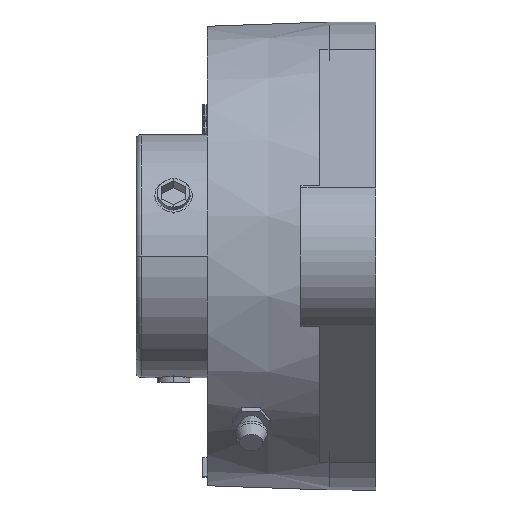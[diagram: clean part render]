
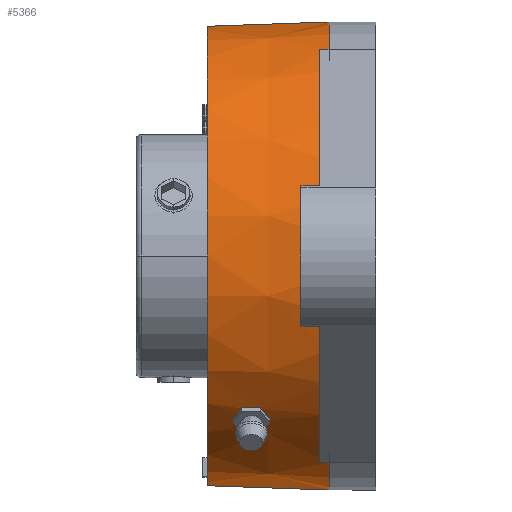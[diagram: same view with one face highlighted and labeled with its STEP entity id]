
A CAD part, left-side view. The second image highlights one B-rep face of the part: STEP entity #5366.
In plain terms, the highlighted conical face has half-angle 2 degrees and reference radius 49.546 mm.
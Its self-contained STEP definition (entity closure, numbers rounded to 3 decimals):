
#149=CARTESIAN_POINT('',(0.,2.,0.));
#150=DIRECTION('',(0.,1.,0.));
#151=DIRECTION('',(-0.472,0.,0.882));
#152=AXIS2_PLACEMENT_3D('',#149,#150,#151);
#164=CARTESIAN_POINT('',(0.,2.,0.));
#165=DIRECTION('',(0.,1.,0.));
#166=DIRECTION('',(0.,0.,-1.));
#167=AXIS2_PLACEMENT_3D('',#164,#165,#166);
#173=DIRECTION('',(0.,0.999,0.035));
#174=VECTOR('',#173,26.016);
#175=CARTESIAN_POINT('',(0.,2.,-50.));
#176=LINE('',#175,#174);
#177=DIRECTION('',(0.,0.999,-0.035));
#178=VECTOR('',#177,26.016);
#179=CARTESIAN_POINT('',(0.,2.,50.));
#180=LINE('',#179,#178);
#181=CARTESIAN_POINT('',(0.,2.,0.));
#182=DIRECTION('',(0.,-1.,0.));
#183=DIRECTION('',(-0.472,0.,0.882));
#184=AXIS2_PLACEMENT_3D('',#181,#182,#183);
#186=CARTESIAN_POINT('',(-34.293,18.946,-35.569));
#187=CARTESIAN_POINT('',(-34.32,19.058,-35.538));
#188=CARTESIAN_POINT('',(-34.404,19.267,-35.447));
#189=CARTESIAN_POINT('',(-34.596,19.492,-35.248));
#190=CARTESIAN_POINT('',(-34.837,19.61,-35.005));
#191=CARTESIAN_POINT('',(-35.093,19.6,-34.748));
#192=CARTESIAN_POINT('',(-35.329,19.467,-34.515));
#193=CARTESIAN_POINT('',(-35.522,19.224,-34.328));
#194=CARTESIAN_POINT('',(-35.604,19.01,-34.253));
#195=CARTESIAN_POINT('',(-35.632,18.897,-34.231));
#197=CARTESIAN_POINT('',(-32.742,16.408,-37.12));
#198=CARTESIAN_POINT('',(-32.86,16.707,-37.002));
#199=CARTESIAN_POINT('',(-33.1,17.265,-36.762));
#200=CARTESIAN_POINT('',(-33.474,17.981,-36.388));
#201=CARTESIAN_POINT('',(-33.872,18.564,-35.99));
#202=CARTESIAN_POINT('',(-34.149,18.839,-35.713));
#203=CARTESIAN_POINT('',(-34.293,18.946,-35.569));
#205=CARTESIAN_POINT('',(-32.742,16.408,-37.12));
#206=CARTESIAN_POINT('',(-33.541,15.806,-36.444));
#207=CARTESIAN_POINT('',(-34.316,15.203,-35.743));
#208=CARTESIAN_POINT('',(-35.07,14.6,-35.019));
#210=CARTESIAN_POINT('',(-35.07,14.6,-35.019));
#211=CARTESIAN_POINT('',(-35.78,15.193,-34.278));
#212=CARTESIAN_POINT('',(-36.468,15.785,-33.515));
#213=CARTESIAN_POINT('',(-37.132,16.376,-32.73));
#215=CARTESIAN_POINT('',(-35.632,18.897,-34.231));
#216=CARTESIAN_POINT('',(-35.77,18.785,-34.092));
#217=CARTESIAN_POINT('',(-36.037,18.502,-33.825));
#218=CARTESIAN_POINT('',(-36.422,17.921,-33.44));
#219=CARTESIAN_POINT('',(-36.785,17.215,-33.077));
#220=CARTESIAN_POINT('',(-37.017,16.668,-32.845));
#221=CARTESIAN_POINT('',(-37.132,16.376,-32.73));
#238=CARTESIAN_POINT('',(0.,28.,0.));
#239=DIRECTION('',(0.,1.,0.));
#240=DIRECTION('',(0.,0.,-1.));
#241=AXIS2_PLACEMENT_3D('',#238,#239,#240);
#4018=CARTESIAN_POINT('',(0.,2.,-50.));
#4020=VERTEX_POINT('',#4018);
#4021=CARTESIAN_POINT('',(-23.592,2.,-44.084));
#4022=VERTEX_POINT('',#4021);
#4023=CARTESIAN_POINT('',(0.,28.,49.092));
#4024=CARTESIAN_POINT('',(0.,28.,-49.092));
#4025=VERTEX_POINT('',#4023);
#4026=VERTEX_POINT('',#4024);
#4027=CARTESIAN_POINT('',(0.,2.,50.));
#4029=VERTEX_POINT('',#4027);
#4031=CARTESIAN_POINT('',(-23.592,2.,44.084));
#4032=VERTEX_POINT('',#4031);
#4061=VERTEX_POINT('',#205);
#4062=VERTEX_POINT('',#208);
#4063=VERTEX_POINT('',#213);
#4088=VERTEX_POINT('',#186);
#4089=VERTEX_POINT('',#195);
#5339=CARTESIAN_POINT('',(0.,15.,0.));
#5340=DIRECTION('',(0.,-1.,0.));
#5341=DIRECTION('',(0.,0.,1.));
#5342=AXIS2_PLACEMENT_3D('',#5339,#5340,#5341);
#5343=CONICAL_SURFACE('',#5342,49.546,2.);
#5344=ORIENTED_EDGE('',*,*,#5329,.F.);
#5345=ORIENTED_EDGE('',*,*,#5318,.T.);
#5347=ORIENTED_EDGE('',*,*,#5346,.T.);
#5348=ORIENTED_EDGE('',*,*,#5314,.F.);
#5349=ORIENTED_EDGE('',*,*,#5299,.F.);
#5351=ORIENTED_EDGE('',*,*,#5350,.T.);
#5352=EDGE_LOOP('',(#5344,#5345,#5347,#5348,#5349,#5351));
#5353=FACE_OUTER_BOUND('',#5352,.F.);
#5355=ORIENTED_EDGE('',*,*,#5354,.F.);
#5357=ORIENTED_EDGE('',*,*,#5356,.F.);
#5359=ORIENTED_EDGE('',*,*,#5358,.T.);
#5361=ORIENTED_EDGE('',*,*,#5360,.T.);
#5363=ORIENTED_EDGE('',*,*,#5362,.F.);
#5364=EDGE_LOOP('',(#5355,#5357,#5359,#5361,#5363));
#5365=FACE_BOUND('',#5364,.F.);
#5366=ADVANCED_FACE('',(#5353,#5365),#5343,.T.);
#153=CIRCLE('',#152,50.);
#168=CIRCLE('',#167,50.);
#185=CIRCLE('',#184,50.);
#196=B_SPLINE_CURVE_WITH_KNOTS('',3,(#186,#187,#188,#189,#190,#191,#192,#193,
#194,#195),.UNSPECIFIED.,.F.,.F.,(4,1,1,1,1,1,1,4),(0.,0.143,
0.286,0.429,0.571,0.714,
0.857,1.),.UNSPECIFIED.);
#204=B_SPLINE_CURVE_WITH_KNOTS('',3,(#197,#198,#199,#200,#201,#202,#203),
.UNSPECIFIED.,.F.,.F.,(4,1,1,1,4),(0.,0.25,0.5,0.75,1.),
.UNSPECIFIED.);
#209=B_SPLINE_CURVE_WITH_KNOTS('',3,(#205,#206,#207,#208),.UNSPECIFIED.,.F.,.F.,
(4,4),(0.,1.),.UNSPECIFIED.);
#214=B_SPLINE_CURVE_WITH_KNOTS('',3,(#210,#211,#212,#213),.UNSPECIFIED.,.F.,.F.,
(4,4),(0.,1.),.UNSPECIFIED.);
#222=B_SPLINE_CURVE_WITH_KNOTS('',3,(#215,#216,#217,#218,#219,#220,#221),
.UNSPECIFIED.,.F.,.F.,(4,1,1,1,4),(0.,0.25,0.5,0.75,1.),
.UNSPECIFIED.);
#242=CIRCLE('',#241,49.092);
#5299=EDGE_CURVE('',#4032,#4029,#153,.T.);
#5314=EDGE_CURVE('',#4029,#4025,#180,.T.);
#5318=EDGE_CURVE('',#4020,#4026,#176,.T.);
#5329=EDGE_CURVE('',#4020,#4022,#168,.T.);
#5346=EDGE_CURVE('',#4026,#4025,#242,.T.);
#5350=EDGE_CURVE('',#4032,#4022,#185,.T.);
#5354=EDGE_CURVE('',#4088,#4089,#196,.T.);
#5356=EDGE_CURVE('',#4061,#4088,#204,.T.);
#5358=EDGE_CURVE('',#4061,#4062,#209,.T.);
#5360=EDGE_CURVE('',#4062,#4063,#214,.T.);
#5362=EDGE_CURVE('',#4089,#4063,#222,.T.);
